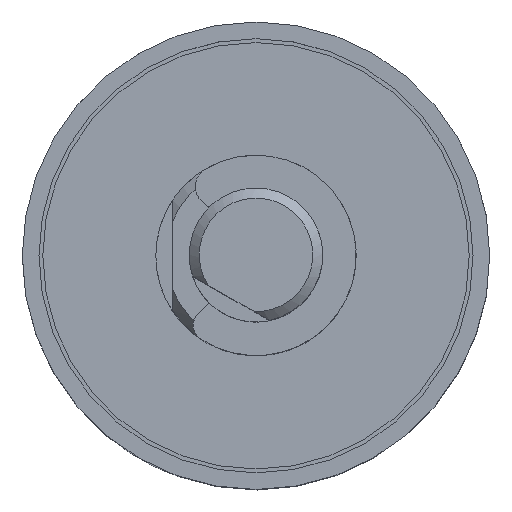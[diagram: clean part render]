
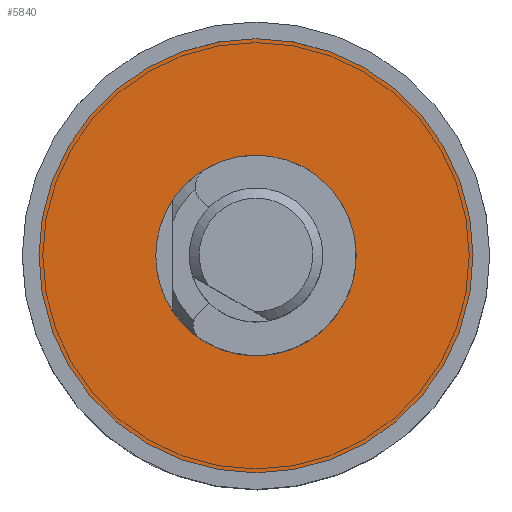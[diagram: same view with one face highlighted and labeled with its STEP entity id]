
A CAD part, top view. The second image highlights one B-rep face of the part: STEP entity #5840.
In plain terms, the highlighted planar face has unit normal (0, 0, 1).
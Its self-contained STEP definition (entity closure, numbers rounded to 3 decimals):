
#128 = AXIS2_PLACEMENT_3D ( 'NONE', #6532, #2057, #596 ) ;
#382 = VERTEX_POINT ( 'NONE', #2444 ) ;
#554 = FACE_OUTER_BOUND ( 'NONE', #791, .T. ) ;
#596 = DIRECTION ( 'NONE',  ( -1., 0., 0. ) ) ;
#791 = EDGE_LOOP ( 'NONE', ( #7349 ) ) ;
#906 = FACE_BOUND ( 'NONE', #3623, .T. ) ;
#1201 = DIRECTION ( 'NONE',  ( 0., 0., 1. ) ) ;
#1564 = CARTESIAN_POINT ( 'NONE',  ( 3., 0., 0.5 ) ) ;
#1798 = EDGE_CURVE ( 'NONE', #4672, #4672, #6410, .T. ) ;
#2057 = DIRECTION ( 'NONE',  ( 0., 0., -1. ) ) ;
#2444 = CARTESIAN_POINT ( 'NONE',  ( -3., 0., 0.5 ) ) ;
#2637 = DIRECTION ( 'NONE',  ( 1., 0., 0. ) ) ;
#2786 = EDGE_CURVE ( 'NONE', #382, #382, #4383, .T. ) ;
#3609 = ORIENTED_EDGE ( 'NONE', *, *, #2786, .T. ) ;
#3623 = EDGE_LOOP ( 'NONE', ( #3609 ) ) ;
#3853 = CARTESIAN_POINT ( 'NONE',  ( 6.5, 0., 0.5 ) ) ;
#3950 = AXIS2_PLACEMENT_3D ( 'NONE', #1564, #6762, #8406 ) ;
#4383 = CIRCLE ( 'NONE', #128, 3. ) ;
#4672 = VERTEX_POINT ( 'NONE', #3853 ) ;
#5487 = AXIS2_PLACEMENT_3D ( 'NONE', #6436, #1201, #2637 ) ;
#5840 = ADVANCED_FACE ( 'NONE', ( #906, #554 ), #8305, .T. ) ;
#6410 = CIRCLE ( 'NONE', #5487, 6.5 ) ;
#6436 = CARTESIAN_POINT ( 'NONE',  ( 0., 0., 0.5 ) ) ;
#6532 = CARTESIAN_POINT ( 'NONE',  ( 0., 0., 0.5 ) ) ;
#6762 = DIRECTION ( 'NONE',  ( 0., 0., 1. ) ) ;
#7349 = ORIENTED_EDGE ( 'NONE', *, *, #1798, .T. ) ;
#8305 = PLANE ( 'NONE',  #3950 ) ;
#8406 = DIRECTION ( 'NONE',  ( 1., 0., 0. ) ) ;
